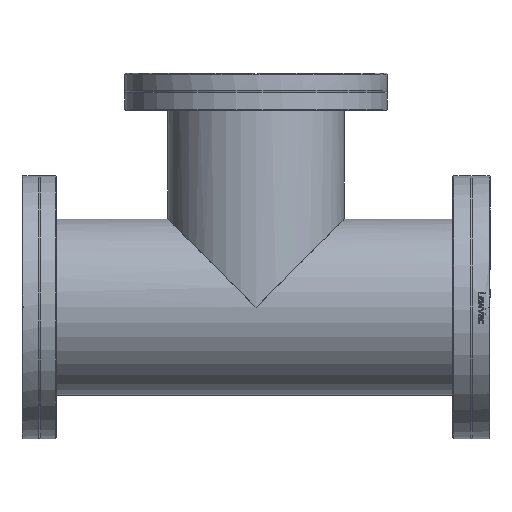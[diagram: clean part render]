
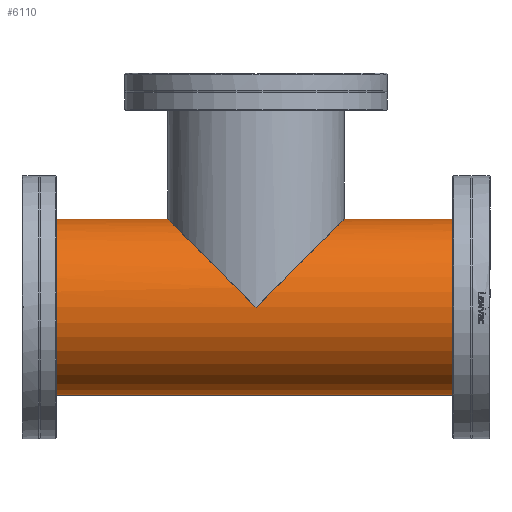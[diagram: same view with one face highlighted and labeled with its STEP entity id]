
A CAD part, left-side view. The second image highlights one B-rep face of the part: STEP entity #6110.
In plain terms, the highlighted cylindrical face has radius 50.8 mm (diameter 101.6 mm), a full revolution.
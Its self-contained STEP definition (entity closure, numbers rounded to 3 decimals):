
#11=ELLIPSE('',#6740,71.842,50.8);
#14=ELLIPSE('',#6743,71.842,50.8);
#15=ELLIPSE('',#6745,71.842,50.8);
#18=ELLIPSE('',#6748,71.842,50.8);
#531=CYLINDRICAL_SURFACE('',#6749,50.8);
#1028=FACE_OUTER_BOUND('',#1448,.T.);
#1448=EDGE_LOOP('',(#5662,#5663,#5664,#5665,#5666,#5667,#5668,#5669,#5670,
#5671));
#1779=LINE('',#35825,#2106);
#1780=LINE('',#35827,#2107);
#2106=VECTOR('',#8111,50.8);
#2107=VECTOR('',#8112,50.8);
#2387=CIRCLE('',#6750,50.8);
#2388=CIRCLE('',#6751,50.8);
#2972=VERTEX_POINT('',#35803);
#2973=VERTEX_POINT('',#35804);
#2977=VERTEX_POINT('',#35812);
#2978=VERTEX_POINT('',#35816);
#2980=VERTEX_POINT('',#35823);
#2981=VERTEX_POINT('',#35826);
#3868=EDGE_CURVE('',#2972,#2973,#11,.T.);
#3873=EDGE_CURVE('',#2973,#2977,#14,.T.);
#3874=EDGE_CURVE('',#2977,#2978,#15,.T.);
#3877=EDGE_CURVE('',#2978,#2972,#18,.T.);
#3878=EDGE_CURVE('',#2980,#2980,#2387,.T.);
#3879=EDGE_CURVE('',#2980,#2973,#1779,.T.);
#3880=EDGE_CURVE('',#2978,#2981,#1780,.T.);
#3881=EDGE_CURVE('',#2981,#2981,#2388,.T.);
#5662=ORIENTED_EDGE('',*,*,#3878,.F.);
#5663=ORIENTED_EDGE('',*,*,#3879,.T.);
#5664=ORIENTED_EDGE('',*,*,#3873,.T.);
#5665=ORIENTED_EDGE('',*,*,#3874,.T.);
#5666=ORIENTED_EDGE('',*,*,#3880,.T.);
#5667=ORIENTED_EDGE('',*,*,#3881,.F.);
#5668=ORIENTED_EDGE('',*,*,#3880,.F.);
#5669=ORIENTED_EDGE('',*,*,#3877,.T.);
#5670=ORIENTED_EDGE('',*,*,#3868,.T.);
#5671=ORIENTED_EDGE('',*,*,#3879,.F.);
#6110=ADVANCED_FACE('',(#1028),#531,.T.);
#6740=AXIS2_PLACEMENT_3D('',#35805,#8087,#8088);
#6743=AXIS2_PLACEMENT_3D('',#35814,#8095,#8096);
#6745=AXIS2_PLACEMENT_3D('',#35817,#8099,#8100);
#6748=AXIS2_PLACEMENT_3D('',#35821,#8105,#8106);
#6749=AXIS2_PLACEMENT_3D('',#35822,#8107,#8108);
#6750=AXIS2_PLACEMENT_3D('',#35824,#8109,#8110);
#6751=AXIS2_PLACEMENT_3D('',#35828,#8113,#8114);
#8087=DIRECTION('center_axis',(-0.707,0.,
0.707));
#8088=DIRECTION('ref_axis',(-0.707,0.,-0.707));
#8095=DIRECTION('center_axis',(-0.707,0.,
0.707));
#8096=DIRECTION('ref_axis',(-0.707,0.,-0.707));
#8099=DIRECTION('center_axis',(-0.707,0.,
-0.707));
#8100=DIRECTION('ref_axis',(-0.707,0.,0.707));
#8105=DIRECTION('center_axis',(-0.707,0.,
-0.707));
#8106=DIRECTION('ref_axis',(-0.707,0.,0.707));
#8107=DIRECTION('center_axis',(0.,0.,1.));
#8108=DIRECTION('ref_axis',(-1.,0.,0.));
#8109=DIRECTION('center_axis',(0.,0.,1.));
#8110=DIRECTION('ref_axis',(-1.,0.,0.));
#8111=DIRECTION('',(0.,0.,-1.));
#8112=DIRECTION('',(0.,0.,-1.));
#8113=DIRECTION('center_axis',(0.,0.,-1.));
#8114=DIRECTION('ref_axis',(-1.,0.,0.));
#35803=CARTESIAN_POINT('',(0.,-50.8,123.8));
#35804=CARTESIAN_POINT('',(50.8,0.,174.6));
#35805=CARTESIAN_POINT('Origin',(0.,0.,123.8));
#35812=CARTESIAN_POINT('',(0.,50.8,123.8));
#35814=CARTESIAN_POINT('Origin',(0.,0.,123.8));
#35816=CARTESIAN_POINT('',(50.8,0.,73.));
#35817=CARTESIAN_POINT('Origin',(0.,0.,123.8));
#35821=CARTESIAN_POINT('Origin',(0.,0.,123.8));
#35822=CARTESIAN_POINT('Origin',(0.,0.,0.));
#35823=CARTESIAN_POINT('',(50.8,0.,247.6));
#35824=CARTESIAN_POINT('Origin',(0.,0.,247.6));
#35825=CARTESIAN_POINT('',(50.8,0.,0.));
#35826=CARTESIAN_POINT('',(50.8,0.,0.));
#35827=CARTESIAN_POINT('',(50.8,0.,0.));
#35828=CARTESIAN_POINT('Origin',(0.,0.,0.));
